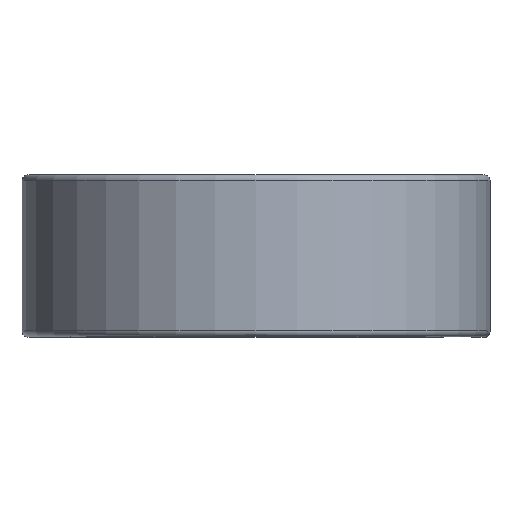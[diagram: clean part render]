
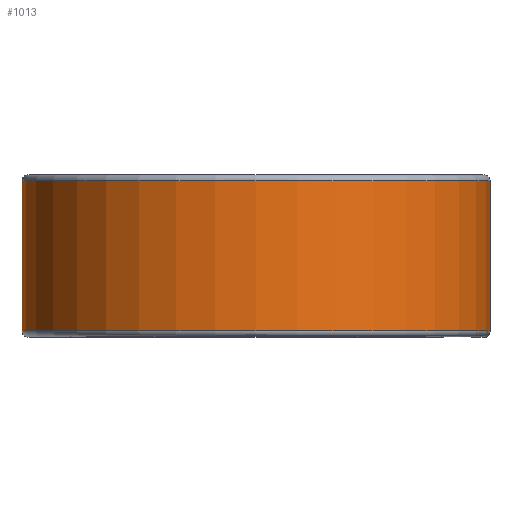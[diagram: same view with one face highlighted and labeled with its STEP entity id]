
A CAD part, top view. The second image highlights one B-rep face of the part: STEP entity #1013.
In plain terms, the highlighted cylindrical face has radius 29.794 mm (diameter 59.588 mm), a partial arc.
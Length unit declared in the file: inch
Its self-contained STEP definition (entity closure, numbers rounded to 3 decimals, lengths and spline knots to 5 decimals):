
#31 = EDGE_CURVE ( 'NONE', #1731, #2099, #466, .T. ) ;
#47 = CARTESIAN_POINT ( 'NONE',  ( 0., -0.37625, -1.173 ) ) ;
#75 = DIRECTION ( 'NONE',  ( 0., 0., -1. ) ) ;
#122 = DIRECTION ( 'NONE',  ( 0., 0., -1. ) ) ;
#133 = DIRECTION ( 'NONE',  ( 0., -1., 0. ) ) ;
#144 = CARTESIAN_POINT ( 'NONE',  ( 0., -0.37625, 0. ) ) ;
#186 = EDGE_CURVE ( 'NONE', #1731, #961, #2397, .T. ) ;
#251 = EDGE_CURVE ( 'NONE', #961, #1566, #2008, .T. ) ;
#255 = CARTESIAN_POINT ( 'NONE',  ( 1.173, -0.37625, 0. ) ) ;
#322 = DIRECTION ( 'NONE',  ( 0., -1., 0. ) ) ;
#381 = ORIENTED_EDGE ( 'NONE', *, *, #31, .T. ) ;
#428 = DIRECTION ( 'NONE',  ( 0., -1., 0. ) ) ;
#466 = LINE ( 'NONE', #1605, #476 ) ;
#476 = VECTOR ( 'NONE', #1803, 39.37008 ) ;
#699 = FACE_OUTER_BOUND ( 'NONE', #1959, .T. ) ;
#753 = CARTESIAN_POINT ( 'NONE',  ( 0., 0.37625, -1.173 ) ) ;
#758 = DIRECTION ( 'NONE',  ( 0., 1., 0. ) ) ;
#835 = CIRCLE ( 'NONE', #2018, 1.173 ) ;
#885 = AXIS2_PLACEMENT_3D ( 'NONE', #144, #133, #122 ) ;
#917 = ORIENTED_EDGE ( 'NONE', *, *, #2212, .T. ) ;
#961 = VERTEX_POINT ( 'NONE', #47 ) ;
#1013 = ADVANCED_FACE ( 'NONE', ( #699 ), #1334, .T. ) ;
#1234 = CARTESIAN_POINT ( 'NONE',  ( 0., 0.375, 0. ) ) ;
#1245 = CARTESIAN_POINT ( 'NONE',  ( 1.173, 0.37625, 0. ) ) ;
#1276 = CARTESIAN_POINT ( 'NONE',  ( 0., 0.37625, -1.173 ) ) ;
#1334 = CYLINDRICAL_SURFACE ( 'NONE', #2223, 1.173 ) ;
#1482 = CARTESIAN_POINT ( 'NONE',  ( 0., 0.37625, 0. ) ) ;
#1566 = VERTEX_POINT ( 'NONE', #1276 ) ;
#1605 = CARTESIAN_POINT ( 'NONE',  ( 1.173, 0.37625, 0. ) ) ;
#1683 = DIRECTION ( 'NONE',  ( 0., 0., -1. ) ) ;
#1731 = VERTEX_POINT ( 'NONE', #255 ) ;
#1803 = DIRECTION ( 'NONE',  ( 0., 1., 0. ) ) ;
#1959 = EDGE_LOOP ( 'NONE', ( #381, #917, #2264, #2472 ) ) ;
#1984 = VECTOR ( 'NONE', #758, 39.37008 ) ;
#2008 = LINE ( 'NONE', #753, #1984 ) ;
#2018 = AXIS2_PLACEMENT_3D ( 'NONE', #1482, #322, #1683 ) ;
#2099 = VERTEX_POINT ( 'NONE', #1245 ) ;
#2212 = EDGE_CURVE ( 'NONE', #2099, #1566, #835, .T. ) ;
#2223 = AXIS2_PLACEMENT_3D ( 'NONE', #1234, #428, #75 ) ;
#2264 = ORIENTED_EDGE ( 'NONE', *, *, #251, .F. ) ;
#2397 = CIRCLE ( 'NONE', #885, 1.173 ) ;
#2472 = ORIENTED_EDGE ( 'NONE', *, *, #186, .F. ) ;
